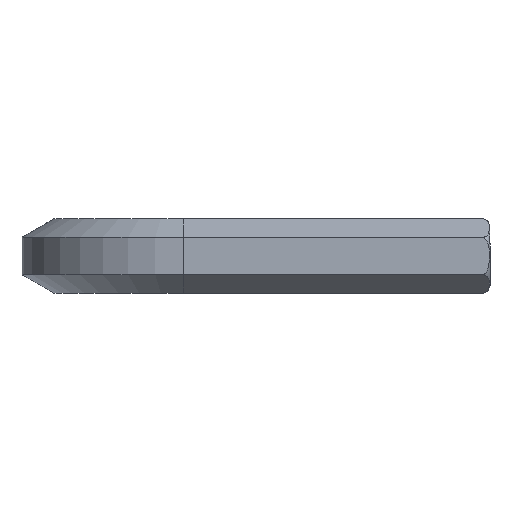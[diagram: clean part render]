
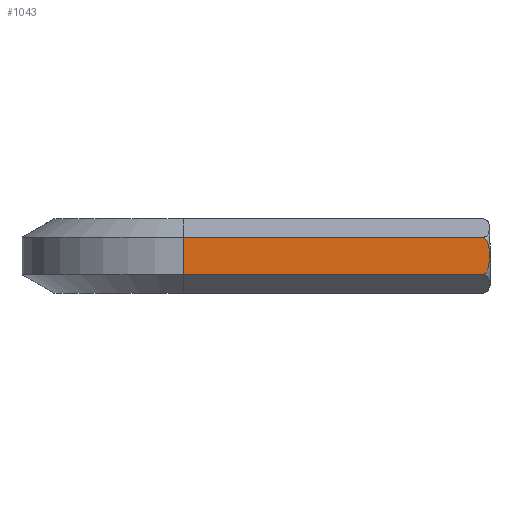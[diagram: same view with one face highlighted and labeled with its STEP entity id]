
A CAD part, left-side view. The second image highlights one B-rep face of the part: STEP entity #1043.
In plain terms, the highlighted planar face has unit normal (-1, 0, 0).
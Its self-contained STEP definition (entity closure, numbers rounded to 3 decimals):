
#5 = CARTESIAN_POINT ( 'NONE',  ( -1.995, 0.5, -1.152 ) ) ;
#47 = DIRECTION ( 'NONE',  ( 0., 1., 0. ) ) ;
#57 = CARTESIAN_POINT ( 'NONE',  ( -1.995, 0.143, 0.82 ) ) ;
#63 = CARTESIAN_POINT ( 'NONE',  ( -1.995, 0.1, 0.668 ) ) ;
#76 = CARTESIAN_POINT ( 'NONE',  ( -1.995, 0.115, -0.727 ) ) ;
#80 = CARTESIAN_POINT ( 'NONE',  ( -1.995, 0.304, 1.094 ) ) ;
#81 = VECTOR ( 'NONE', #323, 1000. ) ;
#84 = PLANE ( 'NONE',  #923 ) ;
#131 = EDGE_CURVE ( 'NONE', #899, #774, #1039, .T. ) ;
#132 = CARTESIAN_POINT ( 'NONE',  ( -1.995, 0.262, -1.026 ) ) ;
#215 = LINE ( 'NONE', #1008, #489 ) ;
#216 = CARTESIAN_POINT ( 'NONE',  ( -1.995, 0., 1.152 ) ) ;
#217 = CARTESIAN_POINT ( 'NONE',  ( -1.995, 0.298, -1.067 ) ) ;
#228 = B_SPLINE_CURVE_WITH_KNOTS ( 'NONE', 3,
 ( #1024, #1091, #238, #217, #132, #780, #1124, #1038, #340, #696, #252, #939, #76, #1034, #431, #243, #598, #783, #674, #778, #1127, #1122, #1101, #425, #345, #338, #63, #320, #773, #57, #1117, #700, #612, #692, #1016, #503, #80, #332, #1041 ),
 .UNSPECIFIED., .F., .F.,
 ( 4, 1, 1, 1, 1, 2, 2, 1, 1, 1, 1, 2, 2, 2, 1, 1, 1, 1, 1, 2, 2, 1, 1, 1, 1, 2, 2, 4 ),
 ( 0., 0.063, 0.094, 0.109, 0.117, 0.121, 0.125, 0.187, 0.219, 0.234, 0.242, 0.246, 0.25, 0.5, 0.625, 0.688, 0.719, 0.734, 0.742, 0.746, 0.75, 0.813, 0.844, 0.859, 0.867, 0.871, 0.875, 1. ),
 .UNSPECIFIED. ) ;
#238 = CARTESIAN_POINT ( 'NONE',  ( -1.995, 0.374, -1.13 ) ) ;
#243 = CARTESIAN_POINT ( 'NONE',  ( -1.995, 0.103, -0.681 ) ) ;
#244 = ORIENTED_EDGE ( 'NONE', *, *, #916, .T. ) ;
#252 = CARTESIAN_POINT ( 'NONE',  ( -1.995, 0.165, -0.871 ) ) ;
#274 = ORIENTED_EDGE ( 'NONE', *, *, #485, .T. ) ;
#279 = EDGE_LOOP ( 'NONE', ( #274, #244, #581, #1070 ) ) ;
#307 = LINE ( 'NONE', #216, #1000 ) ;
#320 = CARTESIAN_POINT ( 'NONE',  ( -1.995, 0.1, 0.67 ) ) ;
#323 = DIRECTION ( 'NONE',  ( 0., 0., 1. ) ) ;
#332 = CARTESIAN_POINT ( 'NONE',  ( -1.995, 0.395, 1.152 ) ) ;
#338 = CARTESIAN_POINT ( 'NONE',  ( -1.995, 0.098, 0.663 ) ) ;
#340 = CARTESIAN_POINT ( 'NONE',  ( -1.995, 0.229, -0.982 ) ) ;
#345 = CARTESIAN_POINT ( 'NONE',  ( -1.995, 0.096, 0.655 ) ) ;
#425 = CARTESIAN_POINT ( 'NONE',  ( -1.995, 0.092, 0.636 ) ) ;
#431 = CARTESIAN_POINT ( 'NONE',  ( -1.995, 0.105, -0.689 ) ) ;
#485 = EDGE_CURVE ( 'NONE', #1059, #1012, #228, .T. ) ;
#489 = VECTOR ( 'NONE', #998, 1000. ) ;
#503 = CARTESIAN_POINT ( 'NONE',  ( -1.995, 0.225, 0.976 ) ) ;
#542 = CARTESIAN_POINT ( 'NONE',  ( -1.995, 19.005, 1.152 ) ) ;
#581 = ORIENTED_EDGE ( 'NONE', *, *, #131, .F. ) ;
#598 = CARTESIAN_POINT ( 'NONE',  ( -1.995, 0.101, -0.676 ) ) ;
#612 = CARTESIAN_POINT ( 'NONE',  ( -1.995, 0.216, 0.961 ) ) ;
#613 = EDGE_CURVE ( 'NONE', #1059, #899, #215, .T. ) ;
#674 = CARTESIAN_POINT ( 'NONE',  ( -1.995, 0.038, -0.28 ) ) ;
#692 = CARTESIAN_POINT ( 'NONE',  ( -1.995, 0.221, 0.969 ) ) ;
#696 = CARTESIAN_POINT ( 'NONE',  ( -1.995, 0.201, -0.939 ) ) ;
#700 = CARTESIAN_POINT ( 'NONE',  ( -1.995, 0.204, 0.943 ) ) ;
#773 = CARTESIAN_POINT ( 'NONE',  ( -1.995, 0.116, 0.735 ) ) ;
#774 = VERTEX_POINT ( 'NONE', #542 ) ;
#778 = CARTESIAN_POINT ( 'NONE',  ( -1.995, 0.038, 0.14 ) ) ;
#780 = CARTESIAN_POINT ( 'NONE',  ( -1.995, 0.244, -1.004 ) ) ;
#783 = CARTESIAN_POINT ( 'NONE',  ( -1.995, 0.059, -0.505 ) ) ;
#790 = DIRECTION ( 'NONE',  ( -1., 0., 0. ) ) ;
#795 = FACE_OUTER_BOUND ( 'NONE', #279, .T. ) ;
#899 = VERTEX_POINT ( 'NONE', #1088 ) ;
#916 = EDGE_CURVE ( 'NONE', #1012, #774, #307, .T. ) ;
#923 = AXIS2_PLACEMENT_3D ( 'NONE', #1053, #790, #1058 ) ;
#939 = CARTESIAN_POINT ( 'NONE',  ( -1.995, 0.13, -0.777 ) ) ;
#998 = DIRECTION ( 'NONE',  ( 0., 1., 0. ) ) ;
#1000 = VECTOR ( 'NONE', #47, 1000. ) ;
#1008 = CARTESIAN_POINT ( 'NONE',  ( -1.995, 0., -1.152 ) ) ;
#1012 = VERTEX_POINT ( 'NONE', #1021 ) ;
#1013 = CARTESIAN_POINT ( 'NONE',  ( -1.995, 19.005, 1.152 ) ) ;
#1016 = CARTESIAN_POINT ( 'NONE',  ( -1.995, 0.224, 0.974 ) ) ;
#1021 = CARTESIAN_POINT ( 'NONE',  ( -1.995, 0.5, 1.152 ) ) ;
#1024 = CARTESIAN_POINT ( 'NONE',  ( -1.995, 0.5, -1.152 ) ) ;
#1034 = CARTESIAN_POINT ( 'NONE',  ( -1.995, 0.108, -0.7 ) ) ;
#1038 = CARTESIAN_POINT ( 'NONE',  ( -1.995, 0.232, -0.986 ) ) ;
#1039 = LINE ( 'NONE', #1013, #81 ) ;
#1041 = CARTESIAN_POINT ( 'NONE',  ( -1.995, 0.5, 1.152 ) ) ;
#1043 = ADVANCED_FACE ( 'NONE', ( #795 ), #84, .T. ) ;
#1053 = CARTESIAN_POINT ( 'NONE',  ( -1.995, 0., -1.152 ) ) ;
#1058 = DIRECTION ( 'NONE',  ( 0., 1., 0. ) ) ;
#1059 = VERTEX_POINT ( 'NONE', #5 ) ;
#1070 = ORIENTED_EDGE ( 'NONE', *, *, #613, .F. ) ;
#1088 = CARTESIAN_POINT ( 'NONE',  ( -1.995, 19.005, -1.152 ) ) ;
#1091 = CARTESIAN_POINT ( 'NONE',  ( -1.995, 0.448, -1.152 ) ) ;
#1101 = CARTESIAN_POINT ( 'NONE',  ( -1.995, 0.084, 0.597 ) ) ;
#1117 = CARTESIAN_POINT ( 'NONE',  ( -1.995, 0.183, 0.904 ) ) ;
#1122 = CARTESIAN_POINT ( 'NONE',  ( -1.995, 0.069, 0.513 ) ) ;
#1124 = CARTESIAN_POINT ( 'NONE',  ( -1.995, 0.237, -0.993 ) ) ;
#1127 = CARTESIAN_POINT ( 'NONE',  ( -1.995, 0.046, 0.329 ) ) ;
